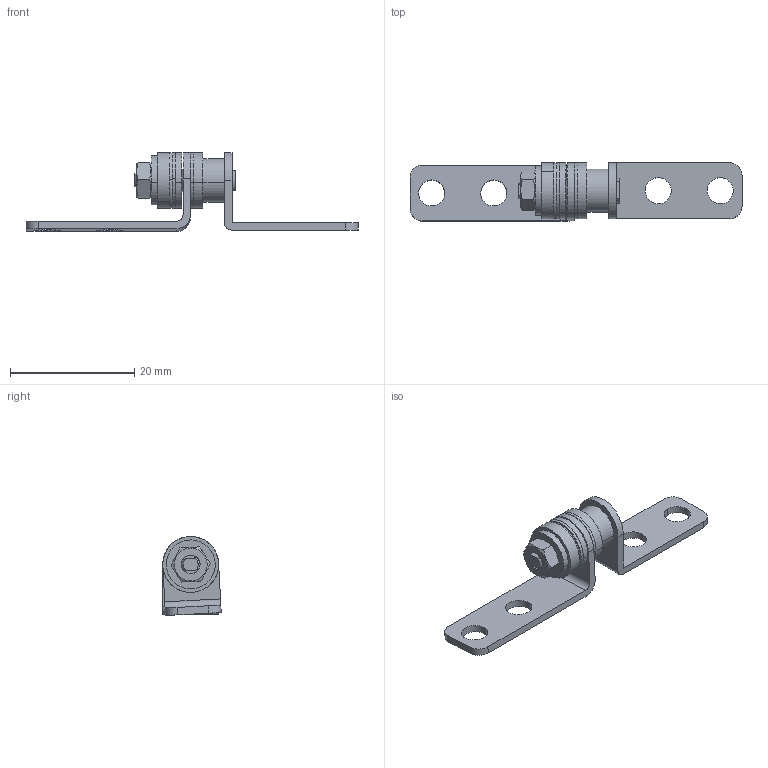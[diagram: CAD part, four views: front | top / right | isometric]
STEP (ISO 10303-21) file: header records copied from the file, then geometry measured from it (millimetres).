
FILE_DESCRIPTION((''),'2;1');
FILE_NAME('','2007-04-03T09:49:21',(''),(''),'','CADfix','');
FILE_SCHEMA(('AUTOMOTIVE_DESIGN { 1 0 10303 214 1 1 1 1 }'));
Length unit declared in the file: millimetre
Bounding box: 53.5 x 9.41 x 12.72 mm (x, y, z)
Volume: 1284.4 mm3; surface area: 2642 mm2
Topology: 11 solids, 11 shells, 113 faces, 359 edges, 270 vertices
Faces by surface type: bspline 113
Entity records: 4673 total; most frequent: CARTESIAN_POINT 2555, ORIENTED_EDGE 718, EDGE_CURVE 359, VERTEX_POINT 270, EDGE_LOOP 143, QUASI_UNIFORM_CURVE 117, FACE_OUTER_BOUND 113, ADVANCED_FACE 113
